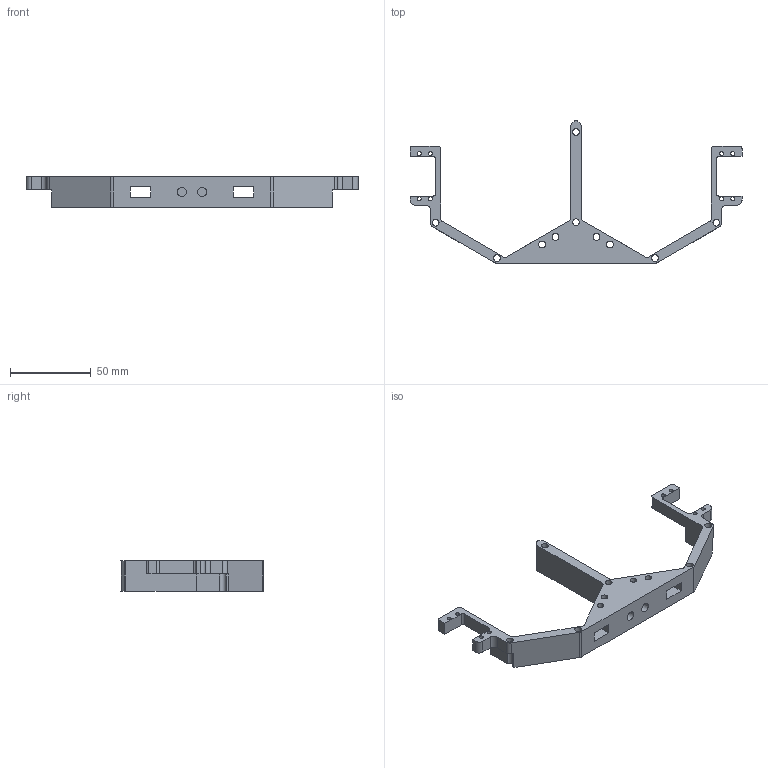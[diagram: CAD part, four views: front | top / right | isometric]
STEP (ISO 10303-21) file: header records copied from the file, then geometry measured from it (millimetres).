
FILE_DESCRIPTION(/* description */ (''),/* implementation_level */ '2;1');
FILE_NAME(/* name */ 'Claw7_Base_Larger_Holes.stp',/* time_stamp */ '2024-02-26T22:23:34-06:00',/* author */ ('kelle'),/* organization */ (''),/* preprocessor_version */ 'ST-DEVELOPER v19',/* originating_system */ 'Autodesk Inventor 2023',/* authorisation */ '');
FILE_SCHEMA (('AUTOMOTIVE_DESIGN { 1 0 10303 214 3 1 1 }'));
Length unit declared in the file: inch
Products named in the file (1): Claw7_Base
Bounding box: 205.45 x 88.24 x 19.05 mm (x, y, z)
Volume: 47025.5 mm3; surface area: 22314.7 mm2
Topology: 1 solids, 1 shells, 94 faces, 276 edges, 184 vertices
Faces by surface type: plane 49, cylinder 45
Full cylindrical faces by diameter (mm): 2.54 x8, 4.2 x10, 5.7 x2
Entity records: 3279 total; most frequent: DIRECTION 560, CARTESIAN_POINT 555, ORIENTED_EDGE 552, EDGE_CURVE 276, AXIS2_PLACEMENT_3D 189, VERTEX_POINT 184, LINE 182, VECTOR 182
